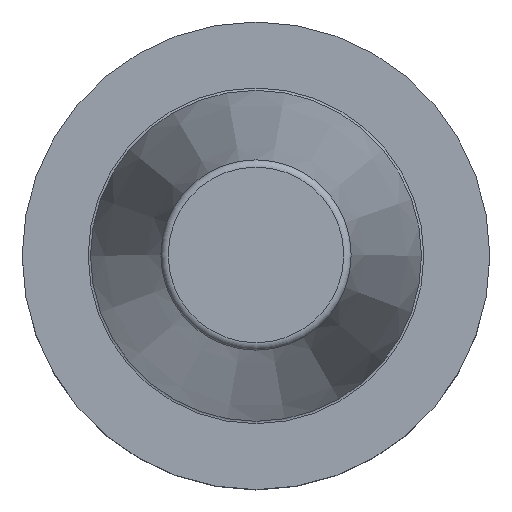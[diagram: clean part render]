
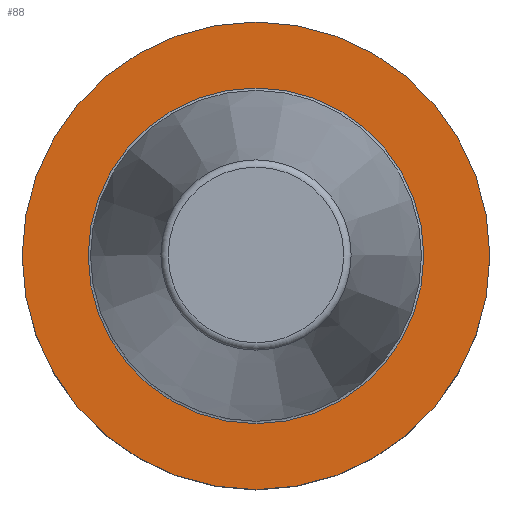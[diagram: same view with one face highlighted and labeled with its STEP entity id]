
A CAD part, top view. The second image highlights one B-rep face of the part: STEP entity #88.
In plain terms, the highlighted planar face has unit normal (0, 0, 1).
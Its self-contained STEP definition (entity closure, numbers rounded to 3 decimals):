
#58=FACE_BOUND('',#119,.T.);
#59=FACE_BOUND('',#120,.T.);
#88=ADVANCED_FACE('',(#58,#59),#102,.T.);
#102=PLANE('',#248);
#119=EDGE_LOOP('',(#155));
#120=EDGE_LOOP('',(#156));
#155=ORIENTED_EDGE('',*,*,#204,.T.);
#156=ORIENTED_EDGE('',*,*,#203,.F.);
#185=VERTEX_POINT('',#365);
#186=VERTEX_POINT('',#368);
#203=EDGE_CURVE('',#185,#185,#221,.T.);
#204=EDGE_CURVE('',#186,#186,#222,.T.);
#221=CIRCLE('',#245,22.6);
#222=CIRCLE('',#247,31.489);
#245=AXIS2_PLACEMENT_3D('',#364,#294,#295);
#247=AXIS2_PLACEMENT_3D('',#367,#298,#299);
#248=AXIS2_PLACEMENT_3D('',#369,#300,#301);
#294=DIRECTION('',(0.0,0.0,1.0));
#295=DIRECTION('',(1.0,0.0,0.0));
#298=DIRECTION('',(0.0,0.0,1.0));
#299=DIRECTION('',(1.0,0.0,0.0));
#300=DIRECTION('',(0.0,0.0,1.0));
#301=DIRECTION('',(1.0,0.0,0.0));
#364=CARTESIAN_POINT('',(0.0,0.0,-2.0));
#365=CARTESIAN_POINT('',(22.6,0.0,-2.0));
#367=CARTESIAN_POINT('',(0.0,0.0,-2.0));
#368=CARTESIAN_POINT('',(31.489,0.0,-2.0));
#369=CARTESIAN_POINT('',(0.0,22.6,-2.0));
